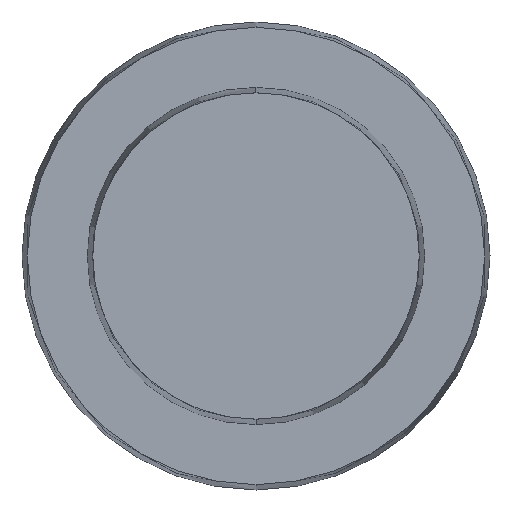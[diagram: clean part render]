
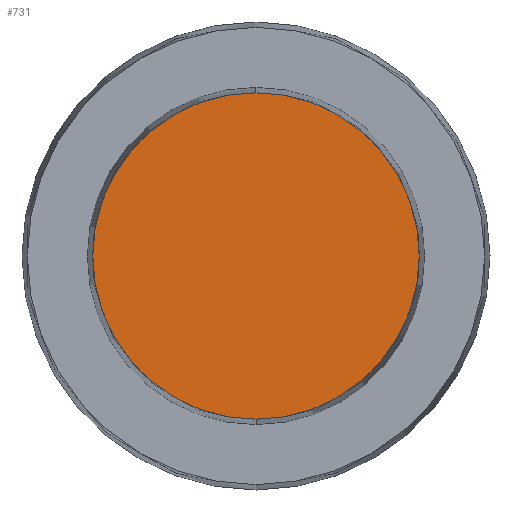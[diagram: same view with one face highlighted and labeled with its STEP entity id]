
A CAD part, front view. The second image highlights one B-rep face of the part: STEP entity #731.
In plain terms, the highlighted planar face has unit normal (0, -1, 0).
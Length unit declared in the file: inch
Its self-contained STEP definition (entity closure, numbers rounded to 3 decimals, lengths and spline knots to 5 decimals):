
#7 = DIRECTION ( 'NONE',  ( 0., 0., -1. ) ) ;
#34 = CIRCLE ( 'NONE', #290, 0.05337 ) ;
#44 = CIRCLE ( 'NONE', #488, 0.05337 ) ;
#62 = EDGE_CURVE ( 'NONE', #288, #768, #34, .T. ) ;
#79 = CARTESIAN_POINT ( 'NONE',  ( 0., -0.2, 0. ) ) ;
#97 = DIRECTION ( 'NONE',  ( 0., -1., 0. ) ) ;
#244 = CARTESIAN_POINT ( 'NONE',  ( 0., -0.2, 0. ) ) ;
#288 = VERTEX_POINT ( 'NONE', #749 ) ;
#290 = AXIS2_PLACEMENT_3D ( 'NONE', #718, #953, #507 ) ;
#414 = DIRECTION ( 'NONE',  ( 0., 0., -1. ) ) ;
#419 = FACE_OUTER_BOUND ( 'NONE', #467, .T. ) ;
#467 = EDGE_LOOP ( 'NONE', ( #673, #472 ) ) ;
#472 = ORIENTED_EDGE ( 'NONE', *, *, #62, .T. ) ;
#488 = AXIS2_PLACEMENT_3D ( 'NONE', #244, #97, #414 ) ;
#507 = DIRECTION ( 'NONE',  ( 0., 0., -1. ) ) ;
#535 = AXIS2_PLACEMENT_3D ( 'NONE', #79, #624, #7 ) ;
#624 = DIRECTION ( 'NONE',  ( 0., -1., 0. ) ) ;
#673 = ORIENTED_EDGE ( 'NONE', *, *, #704, .T. ) ;
#704 = EDGE_CURVE ( 'NONE', #768, #288, #44, .T. ) ;
#717 = PLANE ( 'NONE',  #535 ) ;
#718 = CARTESIAN_POINT ( 'NONE',  ( 0., -0.2, 0. ) ) ;
#731 = ADVANCED_FACE ( 'NONE', ( #419 ), #717, .T. ) ;
#749 = CARTESIAN_POINT ( 'NONE',  ( 0., -0.2, 0.05337 ) ) ;
#768 = VERTEX_POINT ( 'NONE', #797 ) ;
#797 = CARTESIAN_POINT ( 'NONE',  ( 0., -0.2, -0.05337 ) ) ;
#953 = DIRECTION ( 'NONE',  ( 0., -1., 0. ) ) ;
